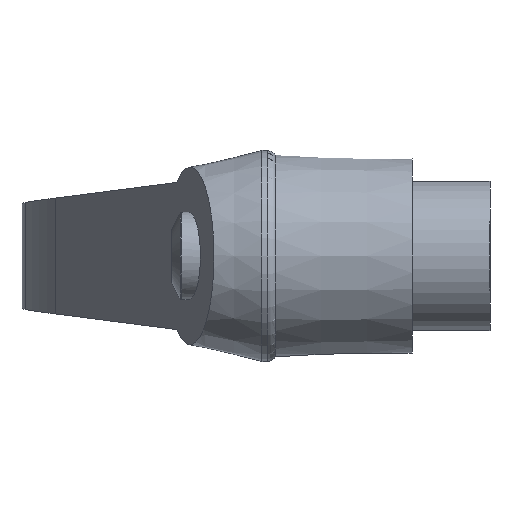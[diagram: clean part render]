
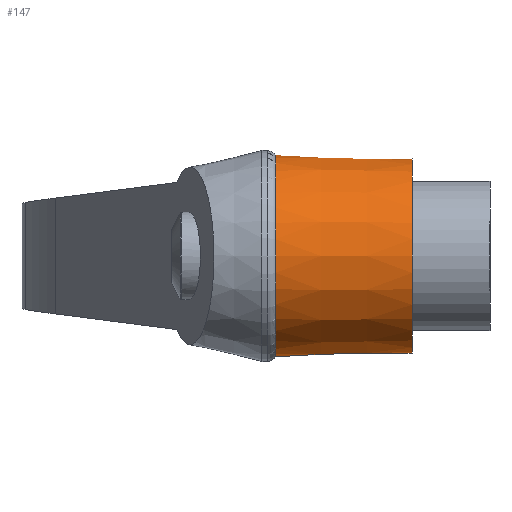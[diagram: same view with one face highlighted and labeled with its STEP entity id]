
A CAD part, left-side view. The second image highlights one B-rep face of the part: STEP entity #147.
In plain terms, the highlighted conical face has half-angle 1.5 degrees and reference radius 15 mm.
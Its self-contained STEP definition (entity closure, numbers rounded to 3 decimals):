
#147 = ADVANCED_FACE( '', ( #354, #355 ), #356, .T. );
#354 = FACE_OUTER_BOUND( '', #626, .T. );
#355 = FACE_BOUND( '', #627, .T. );
#356 = CONICAL_SURFACE( '', #628, 15., 0.026 );
#626 = EDGE_LOOP( '', ( #1004, #1005, #1006, #1007 ) );
#627 = EDGE_LOOP( '', ( #1008 ) );
#628 = AXIS2_PLACEMENT_3D( '', #1009, #1010, #1011 );
#1004 = ORIENTED_EDGE( '', *, *, #1728, .F. );
#1005 = ORIENTED_EDGE( '', *, *, #1729, .F. );
#1006 = ORIENTED_EDGE( '', *, *, #1730, .F. );
#1007 = ORIENTED_EDGE( '', *, *, #1731, .F. );
#1008 = ORIENTED_EDGE( '', *, *, #1732, .T. );
#1009 = CARTESIAN_POINT( '', ( 0., 12., 0. ) );
#1010 = DIRECTION( '', ( 0., 1., 0. ) );
#1011 = DIRECTION( '', ( -1., 0., 0. ) );
#1728 = EDGE_CURVE( '', #2115, #2116, #2117, .T. );
#1729 = EDGE_CURVE( '', #2118, #2115, #2119, .T. );
#1730 = EDGE_CURVE( '', #2120, #2118, #2121, .T. );
#1731 = EDGE_CURVE( '', #2116, #2120, #2122, .T. );
#1732 = EDGE_CURVE( '', #2123, #2123, #2124, .T. );
#2115 = VERTEX_POINT( '', #2682 );
#2116 = VERTEX_POINT( '', #2683 );
#2117 = CIRCLE( '', #2684, 15.55 );
#2118 = VERTEX_POINT( '', #2685 );
#2119 = CIRCLE( '', #2686, 15.55 );
#2120 = VERTEX_POINT( '', #2687 );
#2121 = CIRCLE( '', #2688, 15.55 );
#2122 = CIRCLE( '', #2689, 15.55 );
#2123 = VERTEX_POINT( '', #2690 );
#2124 = CIRCLE( '', #2691, 15. );
#2682 = CARTESIAN_POINT( '', ( 10.805, 33., -11.183 ) );
#2683 = CARTESIAN_POINT( '', ( 10.805, 33., 11.183 ) );
#2684 = AXIS2_PLACEMENT_3D( '', #3291, #3292, #3293 );
#2685 = CARTESIAN_POINT( '', ( 15.5, 33., -1.245 ) );
#2686 = AXIS2_PLACEMENT_3D( '', #3294, #3295, #3296 );
#2687 = CARTESIAN_POINT( '', ( 15.5, 33., 1.245 ) );
#2688 = AXIS2_PLACEMENT_3D( '', #3297, #3298, #3299 );
#2689 = AXIS2_PLACEMENT_3D( '', #3300, #3301, #3302 );
#2690 = CARTESIAN_POINT( '', ( -15., 12., 0. ) );
#2691 = AXIS2_PLACEMENT_3D( '', #3303, #3304, #3305 );
#3291 = CARTESIAN_POINT( '', ( 0., 33., 0. ) );
#3292 = DIRECTION( '', ( 0., 1., 0. ) );
#3293 = DIRECTION( '', ( -1., 0., 0. ) );
#3294 = CARTESIAN_POINT( '', ( 0., 33., 0. ) );
#3295 = DIRECTION( '', ( 0., 1., 0. ) );
#3296 = DIRECTION( '', ( -1., 0., 0. ) );
#3297 = CARTESIAN_POINT( '', ( 0., 33., 0. ) );
#3298 = DIRECTION( '', ( 0., 1., 0. ) );
#3299 = DIRECTION( '', ( -1., 0., 0. ) );
#3300 = CARTESIAN_POINT( '', ( 0., 33., 0. ) );
#3301 = DIRECTION( '', ( 0., 1., 0. ) );
#3302 = DIRECTION( '', ( -1., 0., 0. ) );
#3303 = CARTESIAN_POINT( '', ( 0., 12., 0. ) );
#3304 = DIRECTION( '', ( 0., 1., 0. ) );
#3305 = DIRECTION( '', ( -1., 0., 0. ) );
